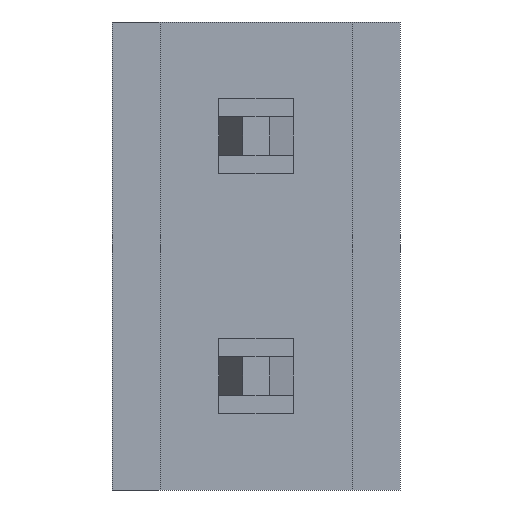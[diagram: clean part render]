
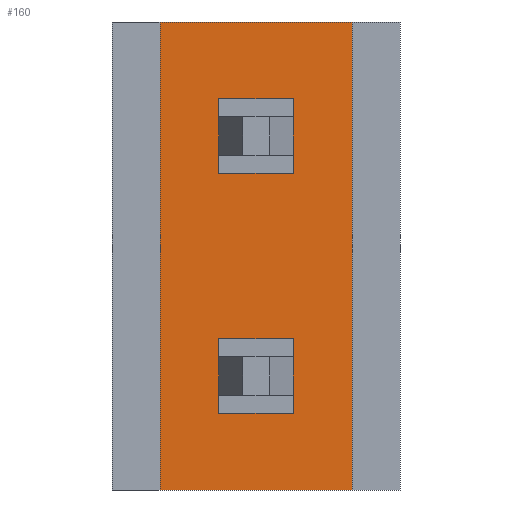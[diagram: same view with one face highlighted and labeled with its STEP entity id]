
A CAD part, front view. The second image highlights one B-rep face of the part: STEP entity #160.
In plain terms, the highlighted planar face has unit normal (0, -1, 0).
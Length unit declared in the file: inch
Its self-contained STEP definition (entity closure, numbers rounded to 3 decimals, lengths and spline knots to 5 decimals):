
#160 = ADVANCED_FACE( '', ( #304, #305, #306 ), #307, .T. );
#304 = FACE_BOUND( '', #438, .T. );
#305 = FACE_BOUND( '', #439, .T. );
#306 = FACE_OUTER_BOUND( '', #440, .T. );
#307 = PLANE( '', #441 );
#438 = EDGE_LOOP( '', ( #722, #723, #724, #725 ) );
#439 = EDGE_LOOP( '', ( #726, #727, #728, #729 ) );
#440 = EDGE_LOOP( '', ( #730, #731, #732, #733 ) );
#441 = AXIS2_PLACEMENT_3D( '', #734, #735, #736 );
#722 = ORIENTED_EDGE( '', *, *, #933, .F. );
#723 = ORIENTED_EDGE( '', *, *, #878, .F. );
#724 = ORIENTED_EDGE( '', *, *, #912, .F. );
#725 = ORIENTED_EDGE( '', *, *, #926, .F. );
#726 = ORIENTED_EDGE( '', *, *, #907, .F. );
#727 = ORIENTED_EDGE( '', *, *, #895, .F. );
#728 = ORIENTED_EDGE( '', *, *, #844, .F. );
#729 = ORIENTED_EDGE( '', *, *, #931, .F. );
#730 = ORIENTED_EDGE( '', *, *, #863, .T. );
#731 = ORIENTED_EDGE( '', *, *, #934, .F. );
#732 = ORIENTED_EDGE( '', *, *, #928, .T. );
#733 = ORIENTED_EDGE( '', *, *, #856, .T. );
#734 = CARTESIAN_POINT( '', ( 0.04, 0.02, 0.2 ) );
#735 = DIRECTION( '', ( 0., -1., 0. ) );
#736 = DIRECTION( '', ( 1., 0., 0. ) );
#844 = EDGE_CURVE( '', #998, #1000, #1001, .T. );
#856 = EDGE_CURVE( '', #1018, #1016, #1019, .T. );
#863 = EDGE_CURVE( '', #1016, #1028, #1030, .T. );
#878 = EDGE_CURVE( '', #1051, #1053, #1054, .T. );
#895 = EDGE_CURVE( '', #1000, #1077, #1078, .T. );
#907 = EDGE_CURVE( '', #1077, #1095, #1096, .T. );
#912 = EDGE_CURVE( '', #1102, #1051, #1104, .T. );
#926 = EDGE_CURVE( '', #1119, #1102, #1121, .T. );
#928 = EDGE_CURVE( '', #1123, #1018, #1124, .T. );
#931 = EDGE_CURVE( '', #1095, #998, #1127, .T. );
#933 = EDGE_CURVE( '', #1053, #1119, #1129, .T. );
#934 = EDGE_CURVE( '', #1123, #1028, #1130, .T. );
#998 = VERTEX_POINT( '', #1217 );
#1000 = VERTEX_POINT( '', #1220 );
#1001 = LINE( '', #1221, #1222 );
#1016 = VERTEX_POINT( '', #1244 );
#1018 = VERTEX_POINT( '', #1247 );
#1019 = LINE( '', #1248, #1249 );
#1028 = VERTEX_POINT( '', #1262 );
#1030 = LINE( '', #1265, #1266 );
#1051 = VERTEX_POINT( '', #1296 );
#1053 = VERTEX_POINT( '', #1299 );
#1054 = LINE( '', #1300, #1301 );
#1077 = VERTEX_POINT( '', #1335 );
#1078 = LINE( '', #1336, #1337 );
#1095 = VERTEX_POINT( '', #1363 );
#1096 = LINE( '', #1364, #1365 );
#1102 = VERTEX_POINT( '', #1373 );
#1104 = LINE( '', #1376, #1377 );
#1119 = VERTEX_POINT( '', #1400 );
#1121 = LINE( '', #1403, #1404 );
#1123 = VERTEX_POINT( '', #1406 );
#1124 = LINE( '', #1407, #1408 );
#1127 = LINE( '', #1412, #1413 );
#1129 = LINE( '', #1415, #1416 );
#1130 = LINE( '', #1417, #1418 );
#1217 = CARTESIAN_POINT( '', ( 0.0155, 0.02, -0.0655 ) );
#1220 = CARTESIAN_POINT( '', ( 0.0155, 0.02, -0.0345 ) );
#1221 = CARTESIAN_POINT( '', ( 0.0155, 0.02, -0.0345 ) );
#1222 = VECTOR( '', #1464, 39.37008 );
#1244 = CARTESIAN_POINT( '', ( -0.04, 0.02, -0.0975 ) );
#1247 = CARTESIAN_POINT( '', ( -0.04, 0.02, 0.0975 ) );
#1248 = CARTESIAN_POINT( '', ( -0.04, 0.02, 0.2 ) );
#1249 = VECTOR( '', #1473, 39.37008 );
#1262 = CARTESIAN_POINT( '', ( 0.04, 0.02, -0.0975 ) );
#1265 = CARTESIAN_POINT( '', ( 0.06, 0.02, -0.0975 ) );
#1266 = VECTOR( '', #1479, 39.37008 );
#1296 = CARTESIAN_POINT( '', ( 0.0155, 0.02, 0.0655 ) );
#1299 = CARTESIAN_POINT( '', ( -0.0155, 0.02, 0.0655 ) );
#1300 = CARTESIAN_POINT( '', ( -0.0155, 0.02, 0.0655 ) );
#1301 = VECTOR( '', #1490, 39.37008 );
#1335 = CARTESIAN_POINT( '', ( -0.0155, 0.02, -0.0345 ) );
#1336 = CARTESIAN_POINT( '', ( -0.0155, 0.02, -0.0345 ) );
#1337 = VECTOR( '', #1502, 39.37008 );
#1363 = CARTESIAN_POINT( '', ( -0.0155, 0.02, -0.0655 ) );
#1364 = CARTESIAN_POINT( '', ( -0.0155, 0.02, -0.0655 ) );
#1365 = VECTOR( '', #1512, 39.37008 );
#1373 = CARTESIAN_POINT( '', ( 0.0155, 0.02, 0.0345 ) );
#1376 = CARTESIAN_POINT( '', ( 0.0155, 0.02, 0.0655 ) );
#1377 = VECTOR( '', #1516, 39.37008 );
#1400 = CARTESIAN_POINT( '', ( -0.0155, 0.02, 0.0345 ) );
#1403 = CARTESIAN_POINT( '', ( 0.0155, 0.02, 0.0345 ) );
#1404 = VECTOR( '', #1526, 39.37008 );
#1406 = CARTESIAN_POINT( '', ( 0.04, 0.02, 0.0975 ) );
#1407 = CARTESIAN_POINT( '', ( -0.06, 0.02, 0.0975 ) );
#1408 = VECTOR( '', #1527, 39.37008 );
#1412 = CARTESIAN_POINT( '', ( 0.0155, 0.02, -0.0655 ) );
#1413 = VECTOR( '', #1529, 39.37008 );
#1415 = CARTESIAN_POINT( '', ( -0.0155, 0.02, 0.0345 ) );
#1416 = VECTOR( '', #1530, 39.37008 );
#1417 = CARTESIAN_POINT( '', ( 0.04, 0.02, 0.2 ) );
#1418 = VECTOR( '', #1531, 39.37008 );
#1464 = DIRECTION( '', ( 0., 0., 1. ) );
#1473 = DIRECTION( '', ( 0., 0., -1. ) );
#1479 = DIRECTION( '', ( 1., 0., 0. ) );
#1490 = DIRECTION( '', ( -1., 0., 0. ) );
#1502 = DIRECTION( '', ( -1., 0., 0. ) );
#1512 = DIRECTION( '', ( 0., 0., -1. ) );
#1516 = DIRECTION( '', ( 0., 0., 1. ) );
#1526 = DIRECTION( '', ( 1., 0., 0. ) );
#1527 = DIRECTION( '', ( -1., 0., 0. ) );
#1529 = DIRECTION( '', ( 1., 0., 0. ) );
#1530 = DIRECTION( '', ( 0., 0., -1. ) );
#1531 = DIRECTION( '', ( 0., 0., -1. ) );
